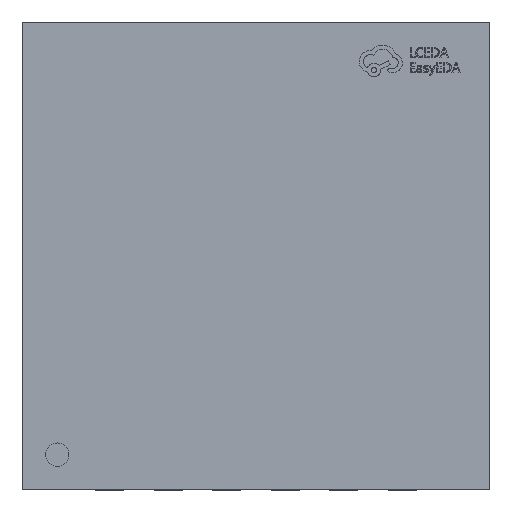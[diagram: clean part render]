
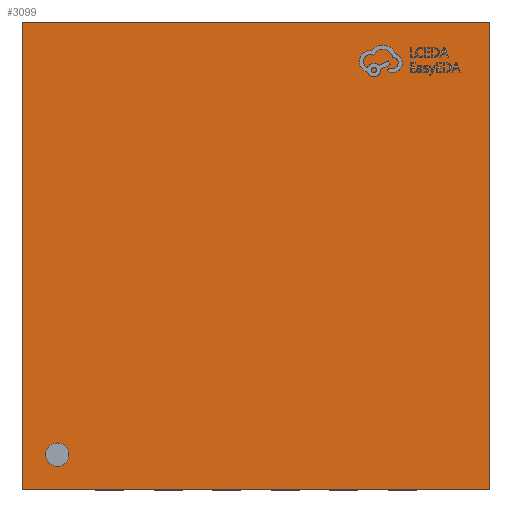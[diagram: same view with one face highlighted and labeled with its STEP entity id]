
A CAD part, top view. The second image highlights one B-rep face of the part: STEP entity #3099.
In plain terms, the highlighted planar face has unit normal (0, 0, 1).
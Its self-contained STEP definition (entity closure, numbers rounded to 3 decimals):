
#84 = DIRECTION ( 'NONE',  ( -1., 0., 0. ) ) ;
#795 = EDGE_LOOP ( 'NONE', ( #19660, #6385 ) ) ;
#796 = ORIENTED_EDGE ( 'NONE', *, *, #5277, .T. ) ;
#838 = CARTESIAN_POINT ( 'NONE',  ( -1.8, -1.7, 0.73 ) ) ;
#965 = DIRECTION ( 'NONE',  ( 0., 1., 0. ) ) ;
#1460 = LINE ( 'NONE', #2476, #9540 ) ;
#2145 = CARTESIAN_POINT ( 'NONE',  ( -2., -2., 0.73 ) ) ;
#2400 = CARTESIAN_POINT ( 'NONE',  ( -1.7, -1.7, 0.73 ) ) ;
#2476 = CARTESIAN_POINT ( 'NONE',  ( -2., -2., 0.73 ) ) ;
#3099 = ADVANCED_FACE ( 'NONE', ( #6173, #14482 ), #12845, .F. ) ;
#3145 = AXIS2_PLACEMENT_3D ( 'NONE', #2400, #5858, #21010 ) ;
#4768 = DIRECTION ( 'NONE',  ( 1., 0., 0. ) ) ;
#4792 = CARTESIAN_POINT ( 'NONE',  ( -1.6, -1.7, 0.73 ) ) ;
#5116 = EDGE_CURVE ( 'NONE', #10103, #18243, #12626, .T. ) ;
#5277 = EDGE_CURVE ( 'NONE', #16701, #10315, #1460, .T. ) ;
#5853 = AXIS2_PLACEMENT_3D ( 'NONE', #7828, #9346, #20993 ) ;
#5858 = DIRECTION ( 'NONE',  ( 0., 0., 1. ) ) ;
#6173 = FACE_BOUND ( 'NONE', #795, .T. ) ;
#6176 = ORIENTED_EDGE ( 'NONE', *, *, #9048, .T. ) ;
#6385 = ORIENTED_EDGE ( 'NONE', *, *, #5116, .F. ) ;
#6450 = VECTOR ( 'NONE', #84, 1000. ) ;
#6490 = LINE ( 'NONE', #21411, #6450 ) ;
#7133 = LINE ( 'NONE', #2145, #11636 ) ;
#7559 = VERTEX_POINT ( 'NONE', #8769 ) ;
#7828 = CARTESIAN_POINT ( 'NONE',  ( 0., 0., 0.73 ) ) ;
#8769 = CARTESIAN_POINT ( 'NONE',  ( -2., 2., 0.73 ) ) ;
#9048 = EDGE_CURVE ( 'NONE', #10315, #20375, #10793, .T. ) ;
#9346 = DIRECTION ( 'NONE',  ( 0., 0., -1. ) ) ;
#9347 = CARTESIAN_POINT ( 'NONE',  ( 2., -2., 0.73 ) ) ;
#9540 = VECTOR ( 'NONE', #15896, 1000. ) ;
#9624 = EDGE_CURVE ( 'NONE', #18243, #10103, #20303, .T. ) ;
#10103 = VERTEX_POINT ( 'NONE', #838 ) ;
#10315 = VERTEX_POINT ( 'NONE', #17650 ) ;
#10793 = LINE ( 'NONE', #9347, #19229 ) ;
#10854 = AXIS2_PLACEMENT_3D ( 'NONE', #12988, #13090, #4768 ) ;
#11636 = VECTOR ( 'NONE', #13812, 1000. ) ;
#12626 = CIRCLE ( 'NONE', #3145, 0.1 ) ;
#12845 = PLANE ( 'NONE',  #5853 ) ;
#12988 = CARTESIAN_POINT ( 'NONE',  ( -1.7, -1.7, 0.73 ) ) ;
#13090 = DIRECTION ( 'NONE',  ( 0., 0., 1. ) ) ;
#13206 = EDGE_LOOP ( 'NONE', ( #6176, #20159, #17201, #796 ) ) ;
#13812 = DIRECTION ( 'NONE',  ( 0., -1., 0. ) ) ;
#14352 = EDGE_CURVE ( 'NONE', #20375, #7559, #6490, .T. ) ;
#14482 = FACE_OUTER_BOUND ( 'NONE', #13206, .T. ) ;
#15896 = DIRECTION ( 'NONE',  ( 1., 0., 0. ) ) ;
#16701 = VERTEX_POINT ( 'NONE', #21678 ) ;
#17201 = ORIENTED_EDGE ( 'NONE', *, *, #19608, .T. ) ;
#17650 = CARTESIAN_POINT ( 'NONE',  ( 2., -2., 0.73 ) ) ;
#18243 = VERTEX_POINT ( 'NONE', #4792 ) ;
#18469 = CARTESIAN_POINT ( 'NONE',  ( 2., 2., 0.73 ) ) ;
#19229 = VECTOR ( 'NONE', #965, 1000. ) ;
#19608 = EDGE_CURVE ( 'NONE', #7559, #16701, #7133, .T. ) ;
#19660 = ORIENTED_EDGE ( 'NONE', *, *, #9624, .F. ) ;
#20159 = ORIENTED_EDGE ( 'NONE', *, *, #14352, .T. ) ;
#20303 = CIRCLE ( 'NONE', #10854, 0.1 ) ;
#20375 = VERTEX_POINT ( 'NONE', #18469 ) ;
#20993 = DIRECTION ( 'NONE',  ( -1., 0., 0. ) ) ;
#21010 = DIRECTION ( 'NONE',  ( 1., 0., 0. ) ) ;
#21411 = CARTESIAN_POINT ( 'NONE',  ( -2., 2., 0.73 ) ) ;
#21678 = CARTESIAN_POINT ( 'NONE',  ( -2., -2., 0.73 ) ) ;
